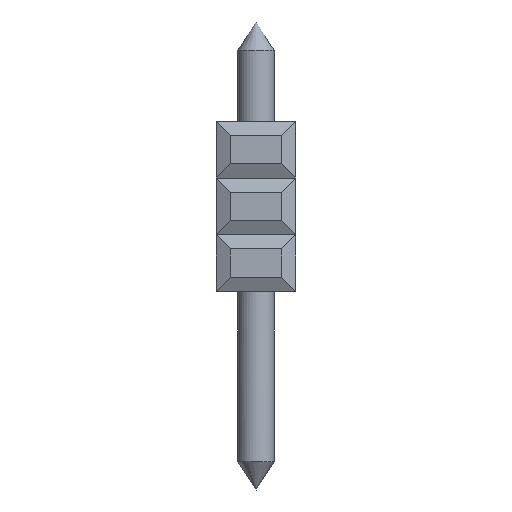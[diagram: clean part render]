
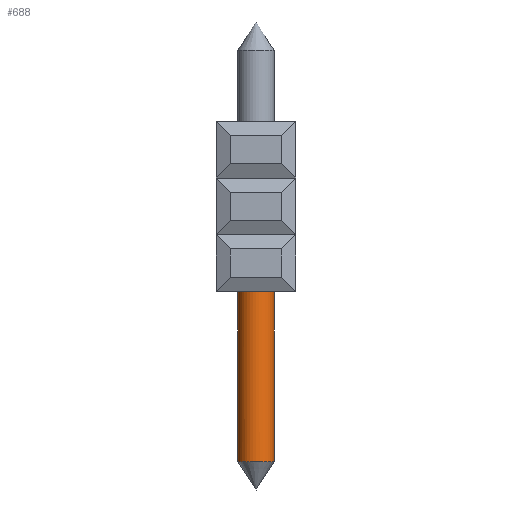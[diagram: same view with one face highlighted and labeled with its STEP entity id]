
A CAD part, left-side view. The second image highlights one B-rep face of the part: STEP entity #688.
In plain terms, the highlighted cylindrical face has radius 0.65 mm (diameter 1.3 mm), a full revolution.
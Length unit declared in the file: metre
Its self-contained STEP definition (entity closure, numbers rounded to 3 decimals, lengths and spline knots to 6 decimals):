
#688=ADVANCED_FACE('',(#2022,#2023),#2024,.T.);
#2022=FACE_OUTER_BOUND('',#4205,.T.);
#2023=FACE_OUTER_BOUND('',#4206,.T.);
#2024=CYLINDRICAL_SURFACE('',#4207,0.00065);
#4205=EDGE_LOOP('',(#6399));
#4206=EDGE_LOOP('',(#6400));
#4207=AXIS2_PLACEMENT_3D('',#6401,#6402,#6403);
#6399=ORIENTED_EDGE('',*,*,#12074,.F.);
#6400=ORIENTED_EDGE('',*,*,#12077,.F.);
#6401=CARTESIAN_POINT('',(0.05065,-0.03326,-0.0015));
#6402=DIRECTION('',(0.0,0.,-1.0));
#6403=DIRECTION('',(-1.0,0.0,0.0));
#12074=EDGE_CURVE('',#14288,#14288,#14289,.T.);
#12077=EDGE_CURVE('',#14291,#14291,#14292,.T.);
#14288=VERTEX_POINT('',#17372);
#14289=CIRCLE('',#17373,0.00065);
#14291=VERTEX_POINT('',#17375);
#14292=CIRCLE('',#17376,0.00065);
#17372=CARTESIAN_POINT('',(0.05104,-0.03274,-0.012));
#17373=AXIS2_PLACEMENT_3D('',#21832,#21833,#21834);
#17375=CARTESIAN_POINT('',(0.05065,-0.03391,-0.0058));
#17376=AXIS2_PLACEMENT_3D('',#21835,#21836,#21837);
#21832=CARTESIAN_POINT('',(0.05065,-0.03326,-0.012));
#21833=DIRECTION('',(0.,0.,-1.0));
#21834=DIRECTION('',(0.6,0.8,0.));
#21835=CARTESIAN_POINT('',(0.05065,-0.03326,-0.0058));
#21836=DIRECTION('',(0.0,0.,1.0));
#21837=DIRECTION('',(0.0,-1.0,0.));
